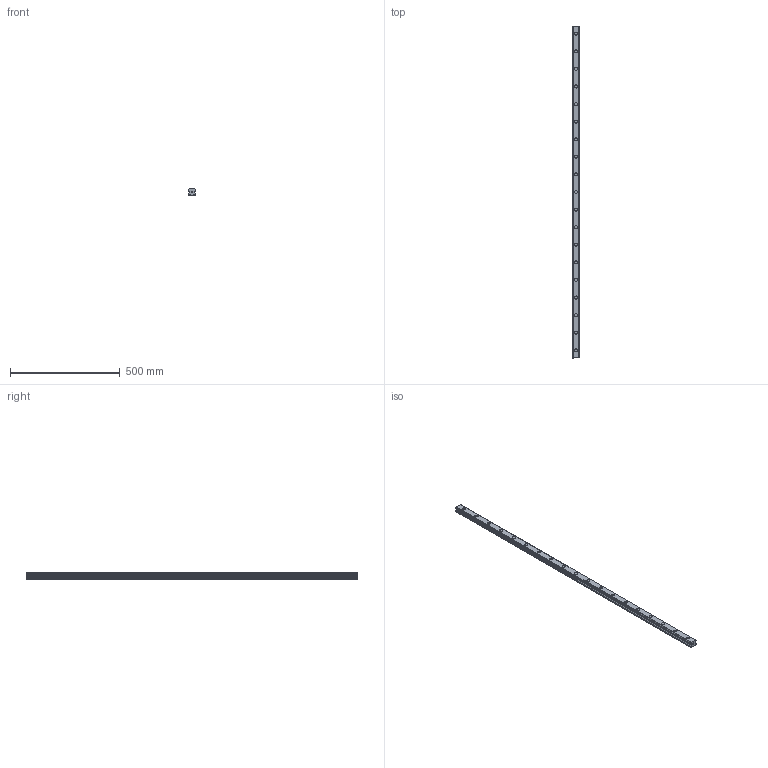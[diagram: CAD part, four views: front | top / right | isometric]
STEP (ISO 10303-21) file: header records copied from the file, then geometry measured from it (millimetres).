
FILE_DESCRIPTION(('STEP AP214'),'1');
FILE_NAME('cctmp_96C877CE-8E19-4BBB-A15F-14EB0BD0CE04_2021_02_17_11_41_51_0646..stp','2021-02-17T10:41:51',('HIWIN GmbH'),('CADClick - www.CADClick.com'),'Spatial InterOp 3D',' ','unknown authorization');
FILE_SCHEMA(('AUTOMOTIVE_DESIGN'));
Length unit declared in the file: millimetre
Products named in the file (1): EGR35R1510C_FILE
Bounding box: 34 x 1510 x 27.5 mm (x, y, z)
Volume: 1188671.2 mm3; surface area: 212559.4 mm2
Topology: 1 solids, 1 shells, 278 faces, 645 edges, 430 vertices
Faces by surface type: plane 146, cylinder 132
Entity records: 10241 total; most frequent: DIRECTION 1467, CARTESIAN_POINT 1354, ORIENTED_EDGE 1290, EDGE_CURVE 645, AXIS2_PLACEMENT_3D 543, VERTEX_POINT 430, LINE 381, VECTOR 381
